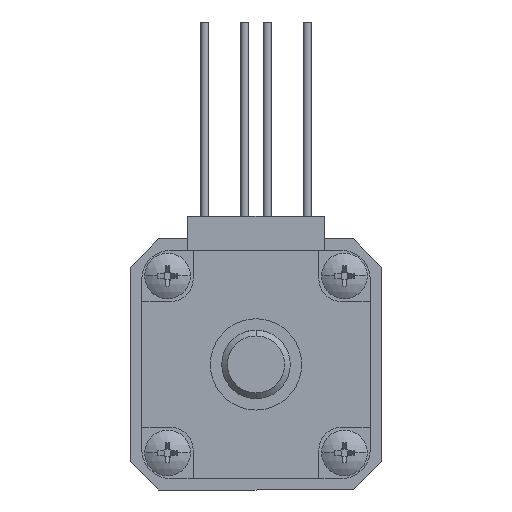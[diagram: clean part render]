
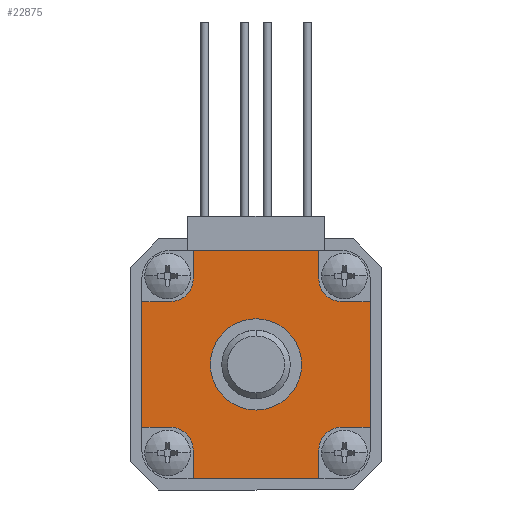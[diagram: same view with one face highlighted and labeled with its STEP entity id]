
A CAD part, front view. The second image highlights one B-rep face of the part: STEP entity #22875.
In plain terms, the highlighted planar face has unit normal (0, -1, 0).
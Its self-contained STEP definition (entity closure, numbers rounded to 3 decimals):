
#171 = DIRECTION ( 'NONE',  ( 1., 0., 0. ) ) ;
#374 = EDGE_CURVE ( 'NONE', #12279, #15829, #1408, .T. ) ;
#672 = CARTESIAN_POINT ( 'NONE',  ( 0., 0., 0. ) ) ;
#696 = CARTESIAN_POINT ( 'NONE',  ( -7.5, 0., 7.5 ) ) ;
#712 = CARTESIAN_POINT ( 'NONE',  ( 0., 0., -4. ) ) ;
#768 = DIRECTION ( 'NONE',  ( 0., 0., 1. ) ) ;
#826 = LINE ( 'NONE', #7674, #15271 ) ;
#904 = DIRECTION ( 'NONE',  ( 0., 0., 1. ) ) ;
#979 = ORIENTED_EDGE ( 'NONE', *, *, #8148, .F. ) ;
#1165 = CARTESIAN_POINT ( 'NONE',  ( -7.5, 0., -10. ) ) ;
#1237 = DIRECTION ( 'NONE',  ( 0., 0., 1. ) ) ;
#1408 = LINE ( 'NONE', #15459, #8361 ) ;
#1653 = CARTESIAN_POINT ( 'NONE',  ( -5.5, 0., -7.5 ) ) ;
#1746 = ORIENTED_EDGE ( 'NONE', *, *, #13267, .F. ) ;
#2085 = CARTESIAN_POINT ( 'NONE',  ( -5.5, 0., -7.5 ) ) ;
#2235 = VERTEX_POINT ( 'NONE', #8968 ) ;
#2289 = VERTEX_POINT ( 'NONE', #12681 ) ;
#2337 = VERTEX_POINT ( 'NONE', #712 ) ;
#2485 = ORIENTED_EDGE ( 'NONE', *, *, #7018, .F. ) ;
#2743 = CIRCLE ( 'NONE', #15752, 2. ) ;
#2793 = PLANE ( 'NONE',  #15045 ) ;
#3014 = CARTESIAN_POINT ( 'NONE',  ( -7.5, 0., 7.5 ) ) ;
#3022 = VECTOR ( 'NONE', #8948, 1000. ) ;
#3202 = VERTEX_POINT ( 'NONE', #9345 ) ;
#3355 = VECTOR ( 'NONE', #20753, 1000. ) ;
#3708 = LINE ( 'NONE', #10789, #19731 ) ;
#3711 = CARTESIAN_POINT ( 'NONE',  ( 5.5, 0., -7.5 ) ) ;
#4076 = ORIENTED_EDGE ( 'NONE', *, *, #13724, .T. ) ;
#4430 = VERTEX_POINT ( 'NONE', #21280 ) ;
#4653 = FACE_BOUND ( 'NONE', #20031, .T. ) ;
#4836 = VERTEX_POINT ( 'NONE', #5169 ) ;
#5169 = CARTESIAN_POINT ( 'NONE',  ( 0., 0., 4. ) ) ;
#5172 = EDGE_CURVE ( 'NONE', #4430, #17748, #6302, .T. ) ;
#5338 = DIRECTION ( 'NONE',  ( 0., 1., 0. ) ) ;
#5436 = CARTESIAN_POINT ( 'NONE',  ( -10., 0., 5.5 ) ) ;
#5444 = VERTEX_POINT ( 'NONE', #3711 ) ;
#5616 = EDGE_CURVE ( 'NONE', #8076, #8836, #18442, .T. ) ;
#5659 = EDGE_CURVE ( 'NONE', #2289, #19583, #2743, .T. ) ;
#5953 = EDGE_CURVE ( 'NONE', #2235, #5444, #9938, .T. ) ;
#6160 = DIRECTION ( 'NONE',  ( 0., 0., -1. ) ) ;
#6302 = LINE ( 'NONE', #18596, #12028 ) ;
#6409 = CARTESIAN_POINT ( 'NONE',  ( 5.5, 0., 10. ) ) ;
#6711 = AXIS2_PLACEMENT_3D ( 'NONE', #696, #20604, #1237 ) ;
#6731 = CARTESIAN_POINT ( 'NONE',  ( 7.5, 0., 7.5 ) ) ;
#6965 = CARTESIAN_POINT ( 'NONE',  ( -7.5, 0., 5.5 ) ) ;
#7018 = EDGE_CURVE ( 'NONE', #2235, #3202, #11849, .T. ) ;
#7111 = ORIENTED_EDGE ( 'NONE', *, *, #17821, .T. ) ;
#7126 = ORIENTED_EDGE ( 'NONE', *, *, #5659, .T. ) ;
#7321 = EDGE_CURVE ( 'NONE', #8836, #11660, #22217, .T. ) ;
#7674 = CARTESIAN_POINT ( 'NONE',  ( -10., 0., -5.5 ) ) ;
#7721 = VERTEX_POINT ( 'NONE', #13738 ) ;
#8006 = DIRECTION ( 'NONE',  ( 0., 1., 0. ) ) ;
#8076 = VERTEX_POINT ( 'NONE', #10452 ) ;
#8148 = EDGE_CURVE ( 'NONE', #18223, #19813, #15568, .T. ) ;
#8187 = DIRECTION ( 'NONE',  ( 0., 1., 0. ) ) ;
#8361 = VECTOR ( 'NONE', #19390, 1000. ) ;
#8836 = VERTEX_POINT ( 'NONE', #19057 ) ;
#8878 = LINE ( 'NONE', #10972, #15636 ) ;
#8948 = DIRECTION ( 'NONE',  ( 0., 0., -1. ) ) ;
#8968 = CARTESIAN_POINT ( 'NONE',  ( 5.5, 0., -10. ) ) ;
#9011 = CIRCLE ( 'NONE', #21937, 2. ) ;
#9288 = ORIENTED_EDGE ( 'NONE', *, *, #18589, .T. ) ;
#9345 = CARTESIAN_POINT ( 'NONE',  ( -5.5, 0., -10. ) ) ;
#9482 = ORIENTED_EDGE ( 'NONE', *, *, #7321, .T. ) ;
#9538 = DIRECTION ( 'NONE',  ( 1., 0., 0. ) ) ;
#9594 = CARTESIAN_POINT ( 'NONE',  ( -10., 0., 5.5 ) ) ;
#9938 = LINE ( 'NONE', #21985, #10513 ) ;
#9962 = DIRECTION ( 'NONE',  ( 0., 1., 0. ) ) ;
#10452 = CARTESIAN_POINT ( 'NONE',  ( -5.5, 0., 10. ) ) ;
#10513 = VECTOR ( 'NONE', #768, 1000. ) ;
#10657 = CARTESIAN_POINT ( 'NONE',  ( 10., 0., -5.5 ) ) ;
#10789 = CARTESIAN_POINT ( 'NONE',  ( 10., 0., 5.5 ) ) ;
#10972 = CARTESIAN_POINT ( 'NONE',  ( -7.5, 0., 10. ) ) ;
#11570 = ORIENTED_EDGE ( 'NONE', *, *, #19474, .T. ) ;
#11646 = ORIENTED_EDGE ( 'NONE', *, *, #374, .F. ) ;
#11660 = VERTEX_POINT ( 'NONE', #6965 ) ;
#11849 = LINE ( 'NONE', #1165, #3355 ) ;
#11950 = CARTESIAN_POINT ( 'NONE',  ( 10., 0., 5.5 ) ) ;
#11977 = EDGE_LOOP ( 'NONE', ( #20463, #9482, #16900, #11646, #13851, #7126, #7111, #2485, #22873, #18976, #20235, #979, #21624, #11570, #12169, #1746 ) ) ;
#12028 = VECTOR ( 'NONE', #16649, 1000. ) ;
#12169 = ORIENTED_EDGE ( 'NONE', *, *, #5172, .T. ) ;
#12279 = VERTEX_POINT ( 'NONE', #18938 ) ;
#12311 = DIRECTION ( 'NONE',  ( -1., 0., 0. ) ) ;
#12337 = AXIS2_PLACEMENT_3D ( 'NONE', #672, #8187, #904 ) ;
#12513 = DIRECTION ( 'NONE',  ( -1., 0., 0. ) ) ;
#12681 = CARTESIAN_POINT ( 'NONE',  ( -7.5, 0., -5.5 ) ) ;
#13267 = EDGE_CURVE ( 'NONE', #8076, #17748, #8878, .T. ) ;
#13344 = FACE_OUTER_BOUND ( 'NONE', #11977, .T. ) ;
#13446 = DIRECTION ( 'NONE',  ( 0., 0., 1. ) ) ;
#13724 = EDGE_CURVE ( 'NONE', #4836, #2337, #20086, .T. ) ;
#13738 = CARTESIAN_POINT ( 'NONE',  ( 7.5, 0., 5.5 ) ) ;
#13807 = DIRECTION ( 'NONE',  ( 0., 0., -1. ) ) ;
#13851 = ORIENTED_EDGE ( 'NONE', *, *, #15148, .T. ) ;
#13937 = LINE ( 'NONE', #20639, #16433 ) ;
#14154 = EDGE_CURVE ( 'NONE', #18223, #7721, #3708, .T. ) ;
#14248 = LINE ( 'NONE', #5436, #20451 ) ;
#14517 = DIRECTION ( 'NONE',  ( 0., 1., 0. ) ) ;
#15045 = AXIS2_PLACEMENT_3D ( 'NONE', #3014, #8006, #20645 ) ;
#15075 = CARTESIAN_POINT ( 'NONE',  ( -5.5, 0., 7.5 ) ) ;
#15148 = EDGE_CURVE ( 'NONE', #12279, #2289, #826, .T. ) ;
#15271 = VECTOR ( 'NONE', #9538, 1000. ) ;
#15459 = CARTESIAN_POINT ( 'NONE',  ( -10., 0., 7.5 ) ) ;
#15551 = EDGE_CURVE ( 'NONE', #5444, #19343, #9011, .T. ) ;
#15568 = LINE ( 'NONE', #22740, #18983 ) ;
#15636 = VECTOR ( 'NONE', #171, 1000. ) ;
#15752 = AXIS2_PLACEMENT_3D ( 'NONE', #21194, #17511, #19247 ) ;
#15821 = LINE ( 'NONE', #1653, #3022 ) ;
#15829 = VERTEX_POINT ( 'NONE', #9594 ) ;
#16433 = VECTOR ( 'NONE', #22374, 1000. ) ;
#16649 = DIRECTION ( 'NONE',  ( 0., 0., 1. ) ) ;
#16900 = ORIENTED_EDGE ( 'NONE', *, *, #19988, .T. ) ;
#17511 = DIRECTION ( 'NONE',  ( 0., 1., 0. ) ) ;
#17748 = VERTEX_POINT ( 'NONE', #6409 ) ;
#17821 = EDGE_CURVE ( 'NONE', #19583, #3202, #15821, .T. ) ;
#17898 = CARTESIAN_POINT ( 'NONE',  ( 0., 0., 0. ) ) ;
#18223 = VERTEX_POINT ( 'NONE', #11950 ) ;
#18442 = LINE ( 'NONE', #15075, #19450 ) ;
#18589 = EDGE_CURVE ( 'NONE', #2337, #4836, #19366, .T. ) ;
#18596 = CARTESIAN_POINT ( 'NONE',  ( 5.5, 0., 7.5 ) ) ;
#18938 = CARTESIAN_POINT ( 'NONE',  ( -10., 0., -5.5 ) ) ;
#18976 = ORIENTED_EDGE ( 'NONE', *, *, #15551, .T. ) ;
#18983 = VECTOR ( 'NONE', #19271, 1000. ) ;
#19057 = CARTESIAN_POINT ( 'NONE',  ( -5.5, 0., 7.5 ) ) ;
#19247 = DIRECTION ( 'NONE',  ( 0., 0., -1. ) ) ;
#19271 = DIRECTION ( 'NONE',  ( 0., 0., -1. ) ) ;
#19343 = VERTEX_POINT ( 'NONE', #22130 ) ;
#19366 = CIRCLE ( 'NONE', #12337, 4. ) ;
#19390 = DIRECTION ( 'NONE',  ( 0., 0., 1. ) ) ;
#19450 = VECTOR ( 'NONE', #6160, 1000. ) ;
#19474 = EDGE_CURVE ( 'NONE', #7721, #4430, #21539, .T. ) ;
#19583 = VERTEX_POINT ( 'NONE', #2085 ) ;
#19731 = VECTOR ( 'NONE', #12311, 1000. ) ;
#19813 = VERTEX_POINT ( 'NONE', #10657 ) ;
#19988 = EDGE_CURVE ( 'NONE', #11660, #15829, #14248, .T. ) ;
#20031 = EDGE_LOOP ( 'NONE', ( #9288, #4076 ) ) ;
#20086 = CIRCLE ( 'NONE', #20440, 4. ) ;
#20092 = EDGE_CURVE ( 'NONE', #19343, #19813, #13937, .T. ) ;
#20235 = ORIENTED_EDGE ( 'NONE', *, *, #20092, .T. ) ;
#20428 = AXIS2_PLACEMENT_3D ( 'NONE', #6731, #5338, #13807 ) ;
#20440 = AXIS2_PLACEMENT_3D ( 'NONE', #17898, #14517, #22872 ) ;
#20451 = VECTOR ( 'NONE', #12513, 1000. ) ;
#20463 = ORIENTED_EDGE ( 'NONE', *, *, #5616, .T. ) ;
#20604 = DIRECTION ( 'NONE',  ( 0., 1., 0. ) ) ;
#20639 = CARTESIAN_POINT ( 'NONE',  ( 10., 0., -5.5 ) ) ;
#20645 = DIRECTION ( 'NONE',  ( 0., 0., 1. ) ) ;
#20753 = DIRECTION ( 'NONE',  ( -1., 0., 0. ) ) ;
#21194 = CARTESIAN_POINT ( 'NONE',  ( -7.5, 0., -7.5 ) ) ;
#21280 = CARTESIAN_POINT ( 'NONE',  ( 5.5, 0., 7.5 ) ) ;
#21539 = CIRCLE ( 'NONE', #20428, 2. ) ;
#21624 = ORIENTED_EDGE ( 'NONE', *, *, #14154, .T. ) ;
#21937 = AXIS2_PLACEMENT_3D ( 'NONE', #22479, #9962, #13446 ) ;
#21985 = CARTESIAN_POINT ( 'NONE',  ( 5.5, 0., -7.5 ) ) ;
#22130 = CARTESIAN_POINT ( 'NONE',  ( 7.5, 0., -5.5 ) ) ;
#22217 = CIRCLE ( 'NONE', #6711, 2. ) ;
#22374 = DIRECTION ( 'NONE',  ( 1., 0., 0. ) ) ;
#22479 = CARTESIAN_POINT ( 'NONE',  ( 7.5, 0., -7.5 ) ) ;
#22740 = CARTESIAN_POINT ( 'NONE',  ( 10., 0., 7.5 ) ) ;
#22872 = DIRECTION ( 'NONE',  ( 0., 0., 1. ) ) ;
#22873 = ORIENTED_EDGE ( 'NONE', *, *, #5953, .T. ) ;
#22875 = ADVANCED_FACE ( 'NONE', ( #4653, #13344 ), #2793, .F. ) ;
